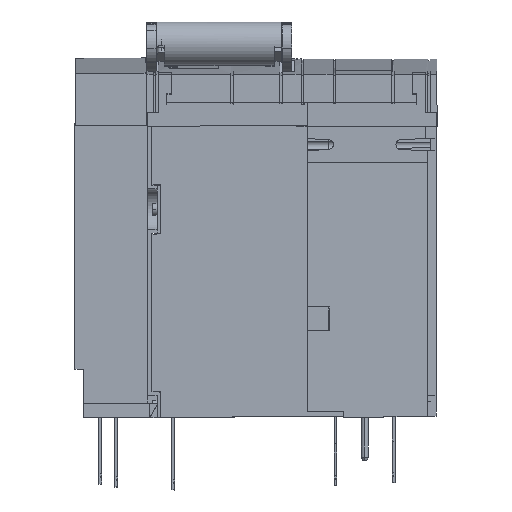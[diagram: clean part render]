
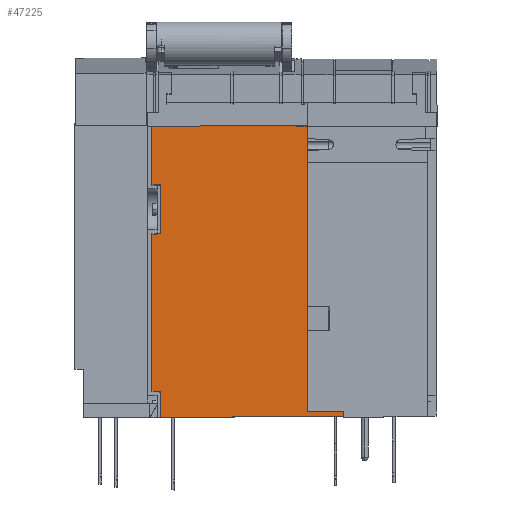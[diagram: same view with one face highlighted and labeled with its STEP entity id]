
A CAD part, left-side view. The second image highlights one B-rep face of the part: STEP entity #47225.
In plain terms, the highlighted planar face has unit normal (-1, 0, 0).
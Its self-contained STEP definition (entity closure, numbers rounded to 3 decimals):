
#46709=DIRECTION('',(0.,0.,1.));
#46710=VECTOR('',#46709,33.516);
#46711=CARTESIAN_POINT('',(-40.898,-122.203,
-13.938));
#46712=LINE('',#46711,#46710);
#46716=DIRECTION('',(0.,0.999,0.052));
#46717=VECTOR('',#46716,6.008);
#46718=CARTESIAN_POINT('',(-40.898,-122.203,
19.578));
#46719=LINE('',#46718,#46717);
#46723=DIRECTION('',(0.,-1.,0.009));
#46724=VECTOR('',#46723,102.304);
#46725=CARTESIAN_POINT('',(-40.898,-120.403,
59.803));
#46726=LINE('',#46725,#46724);
#46730=DIRECTION('',(0.,0.,-1.));
#46731=VECTOR('',#46730,196.897);
#46732=CARTESIAN_POINT('',(-40.898,-222.703,
60.697));
#46733=LINE('',#46732,#46731);
#46737=DIRECTION('',(0.,-1.,
0.));
#46738=VECTOR('',#46737,25.);
#46739=CARTESIAN_POINT('',(-40.897,-222.703,
-136.2));
#46740=LINE('',#46739,#46738);
#46744=DIRECTION('',(0.,0.,-1.));
#46745=VECTOR('',#46744,2.853);
#46746=CARTESIAN_POINT('',(-40.897,-247.703,-136.2));
#46747=LINE('',#46746,#46745);
#46751=DIRECTION('',(0.,1.,-0.009));
#46752=VECTOR('',#46751,125.505);
#46753=CARTESIAN_POINT('',(-40.897,-247.703,
-139.053));
#46754=LINE('',#46753,#46752);
#46758=DIRECTION('',(0.,0.,1.));
#46759=VECTOR('',#46758,17.947);
#46760=CARTESIAN_POINT('',(-40.897,-122.203,
-140.147));
#46761=LINE('',#46760,#46759);
#46765=DIRECTION('',(0.,0.999,0.052));
#46766=VECTOR('',#46765,6.008);
#46767=CARTESIAN_POINT('',(-40.897,-122.203,
-122.2));
#46768=LINE('',#46767,#46766);
#46772=DIRECTION('',(0.,0.,1.));
#46773=VECTOR('',#46772,107.633);
#46774=CARTESIAN_POINT('',(-40.897,-116.203,
-121.886));
#46775=LINE('',#46774,#46773);
#46779=DIRECTION('',(0.,-0.999,0.052));
#46780=VECTOR('',#46779,6.008);
#46781=CARTESIAN_POINT('',(-40.898,-116.203,
-14.252));
#46782=LINE('',#46781,#46780);
#46815=DIRECTION('',(0.,0.,-1.));
#46816=VECTOR('',#46815,39.909);
#46817=CARTESIAN_POINT('',(-40.898,-116.203,
59.802));
#46818=LINE('',#46817,#46816);
#47103=DIRECTION('',(0.,1.,0.));
#47104=VECTOR('',#47103,4.2);
#47105=CARTESIAN_POINT('',(-40.898,-120.403,
59.803));
#47106=LINE('',#47105,#47104);
#47110=CARTESIAN_POINT('',(-40.898,-122.203,
-13.938));
#47111=CARTESIAN_POINT('',(-40.898,-122.203,
19.578));
#47112=VERTEX_POINT('',#47110);
#47113=VERTEX_POINT('',#47111);
#47114=CARTESIAN_POINT('',(-40.898,-116.203,
19.893));
#47115=VERTEX_POINT('',#47114);
#47116=CARTESIAN_POINT('',(-40.898,-222.703,
60.697));
#47117=CARTESIAN_POINT('',(-40.897,-222.703,
-136.2));
#47118=VERTEX_POINT('',#47116);
#47119=VERTEX_POINT('',#47117);
#47120=CARTESIAN_POINT('',(-40.897,-247.703,-136.2));
#47121=VERTEX_POINT('',#47120);
#47122=CARTESIAN_POINT('',(-40.897,-247.703,
-139.053));
#47123=VERTEX_POINT('',#47122);
#47124=CARTESIAN_POINT('',(-40.897,-122.203,
-140.147));
#47125=VERTEX_POINT('',#47124);
#47126=CARTESIAN_POINT('',(-40.897,-122.203,
-122.2));
#47127=VERTEX_POINT('',#47126);
#47128=CARTESIAN_POINT('',(-40.897,-116.203,
-121.886));
#47129=VERTEX_POINT('',#47128);
#47130=CARTESIAN_POINT('',(-40.898,-116.203,
-14.252));
#47131=VERTEX_POINT('',#47130);
#47170=CARTESIAN_POINT('',(-40.898,-116.203,
59.802));
#47171=VERTEX_POINT('',#47170);
#47172=CARTESIAN_POINT('',(-40.898,-120.403,
59.803));
#47173=VERTEX_POINT('',#47172);
#47192=CARTESIAN_POINT('',(-40.897,-247.803,
-140.5));
#47193=DIRECTION('',(-1.,0.,0.));
#47194=DIRECTION('',(0.,0.,1.));
#47195=AXIS2_PLACEMENT_3D('',#47192,#47193,#47194);
#47196=PLANE('',#47195);
#47198=ORIENTED_EDGE('',*,*,#47197,.T.);
#47200=ORIENTED_EDGE('',*,*,#47199,.T.);
#47202=ORIENTED_EDGE('',*,*,#47201,.F.);
#47204=ORIENTED_EDGE('',*,*,#47203,.F.);
#47206=ORIENTED_EDGE('',*,*,#47205,.T.);
#47208=ORIENTED_EDGE('',*,*,#47207,.T.);
#47210=ORIENTED_EDGE('',*,*,#47209,.T.);
#47212=ORIENTED_EDGE('',*,*,#47211,.T.);
#47214=ORIENTED_EDGE('',*,*,#47213,.T.);
#47216=ORIENTED_EDGE('',*,*,#47215,.T.);
#47218=ORIENTED_EDGE('',*,*,#47217,.T.);
#47220=ORIENTED_EDGE('',*,*,#47219,.T.);
#47222=ORIENTED_EDGE('',*,*,#47221,.T.);
#47223=EDGE_LOOP('',(#47198,#47200,#47202,#47204,#47206,#47208,#47210,#47212,
#47214,#47216,#47218,#47220,#47222));
#47224=FACE_OUTER_BOUND('',#47223,.F.);
#47197=EDGE_CURVE('',#47112,#47113,#46712,.T.);
#47199=EDGE_CURVE('',#47113,#47115,#46719,.T.);
#47201=EDGE_CURVE('',#47171,#47115,#46818,.T.);
#47203=EDGE_CURVE('',#47173,#47171,#47106,.T.);
#47205=EDGE_CURVE('',#47173,#47118,#46726,.T.);
#47207=EDGE_CURVE('',#47118,#47119,#46733,.T.);
#47209=EDGE_CURVE('',#47119,#47121,#46740,.T.);
#47211=EDGE_CURVE('',#47121,#47123,#46747,.T.);
#47213=EDGE_CURVE('',#47123,#47125,#46754,.T.);
#47215=EDGE_CURVE('',#47125,#47127,#46761,.T.);
#47217=EDGE_CURVE('',#47127,#47129,#46768,.T.);
#47219=EDGE_CURVE('',#47129,#47131,#46775,.T.);
#47221=EDGE_CURVE('',#47131,#47112,#46782,.T.);
#47225=ADVANCED_FACE('',(#47224),#47196,.T.);
